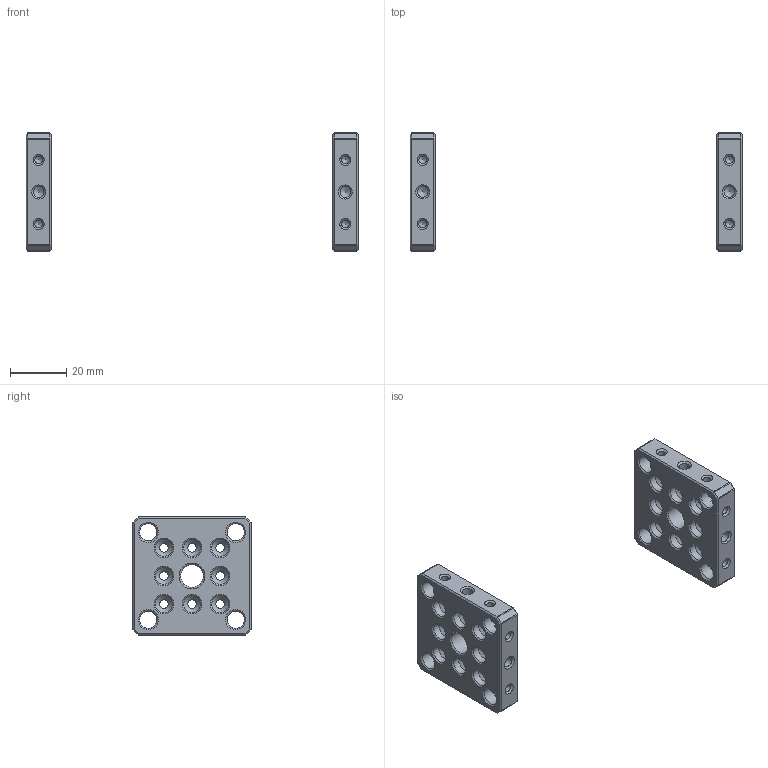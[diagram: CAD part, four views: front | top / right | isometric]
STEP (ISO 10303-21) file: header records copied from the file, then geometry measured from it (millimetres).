
FILE_DESCRIPTION(/* description */ (''),/* implementation_level */ '2;1');
FILE_NAME(/* name */ '55137723-2851-41d5-b31b-fe180525a79c.stp',/* time_stamp */ '2020-02-23T20:58:43+00:00',/* author */ (''),/* organization */ (''),/* preprocessor_version */ 'ST-DEVELOPER v18',/* originating_system */ 'Autodesk Translation Framework v8.12.0.6',/* authorisation */ '');
FILE_SCHEMA (('AUTOMOTIVE_DESIGN { 1 0 10303 214 3 1 1 }'));
Length unit declared in the file: millimetre
Products named in the file (2): test4; tapa
Assembly tree (1 placements, depth 2):
  test4
    tapa
Bounding box: 118 x 42 x 42 mm (x, y, z)
Volume: 23566.7 mm3; surface area: 13878 mm2
Topology: 2 solids, 2 shells, 298 faces, 894 edges, 552 vertices
Faces by surface type: cone 164, cylinder 82, plane 52
Full cylindrical faces by diameter (mm): 2.7 x16, 3.8 x8, 6 x32, 6.1 x8, 8.1 x2
Entity records: 10633 total; most frequent: CARTESIAN_POINT 2371, DIRECTION 1824, ORIENTED_EDGE 1676, EDGE_CURVE 838, AXIS2_PLACEMENT_3D 725, VERTEX_POINT 552, CIRCLE 424, EDGE_LOOP 390
